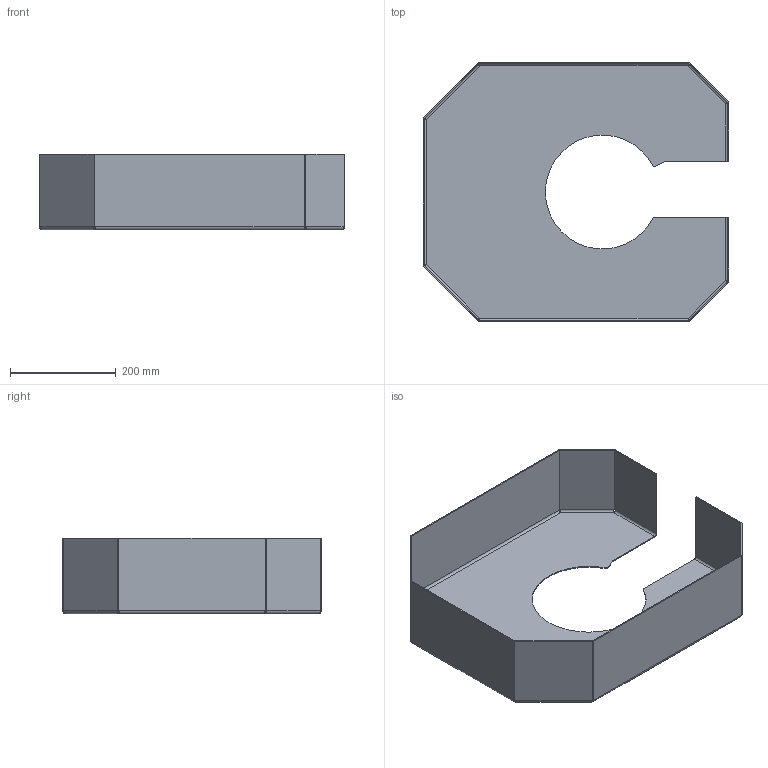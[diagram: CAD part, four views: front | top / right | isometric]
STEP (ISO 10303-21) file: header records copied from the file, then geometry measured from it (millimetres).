
FILE_DESCRIPTION(/* description */ (''),/* implementation_level */ '2;1');
FILE_NAME(/* name */ '161_Gehaeuseblech.stp',/* time_stamp */ '2021-02-02T18:08:48+01:00',/* author */ ('Keller'),/* organization */ (''),/* preprocessor_version */ 'ST-DEVELOPER v17.2',/* originating_system */ 'Autodesk Inventor 2019',/* authorisation */ '');
FILE_SCHEMA (('AUTOMOTIVE_DESIGN { 1 0 10303 214 3 1 1 }'));
Length unit declared in the file: millimetre
Products named in the file (1): G04-01
Bounding box: 580 x 490 x 144 mm (x, y, z)
Volume: 938979 mm3; surface area: 949617.5 mm2
Topology: 1 solids, 1 shells, 128 faces, 306 edges, 164 vertices
Faces by surface type: plane 109, cylinder 19
Entity records: 3581 total; most frequent: ORIENTED_EDGE 612, DIRECTION 602, CARTESIAN_POINT 599, EDGE_CURVE 306, LINE 268, VECTOR 268, AXIS2_PLACEMENT_3D 167, VERTEX_POINT 164
